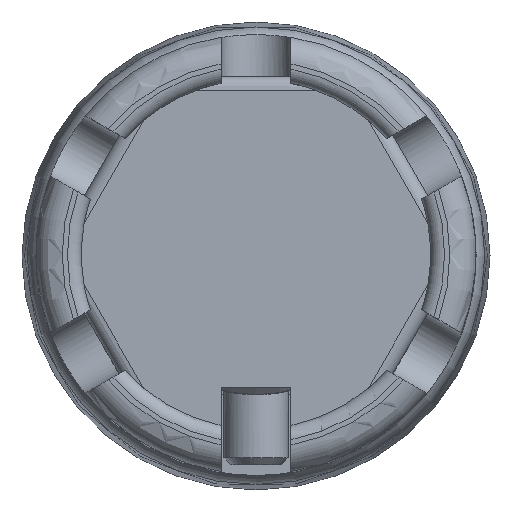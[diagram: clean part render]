
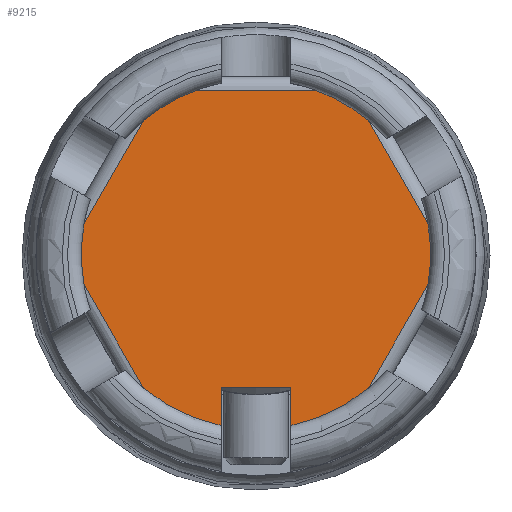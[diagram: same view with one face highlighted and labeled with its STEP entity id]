
A CAD part, top view. The second image highlights one B-rep face of the part: STEP entity #9215.
In plain terms, the highlighted planar face has unit normal (0, 0, 1).
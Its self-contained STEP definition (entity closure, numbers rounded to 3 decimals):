
#758=PLANE('',#9686);
#1254=FACE_OUTER_BOUND('',#1730,.T.);
#1730=EDGE_LOOP('',(#7825,#7826,#7827,#7828,#7829,#7830,#7831,#7832,#7833,
#7834,#7835,#7836,#7837,#7838));
#2545=LINE('',#17971,#3362);
#2575=LINE('',#18265,#3392);
#2576=LINE('',#18267,#3393);
#2577=LINE('',#18268,#3394);
#2578=LINE('',#18269,#3395);
#2579=LINE('',#18270,#3396);
#2580=LINE('',#18272,#3397);
#2581=LINE('',#18273,#3398);
#3362=VECTOR('',#11212,10.);
#3392=VECTOR('',#11334,10.);
#3393=VECTOR('',#11337,10.);
#3394=VECTOR('',#11338,10.);
#3395=VECTOR('',#11339,10.);
#3396=VECTOR('',#11340,10.);
#3397=VECTOR('',#11341,10.);
#3398=VECTOR('',#11342,10.);
#3500=CIRCLE('',#9627,5.);
#3505=CIRCLE('',#9637,5.);
#3510=CIRCLE('',#9645,5.);
#3515=CIRCLE('',#9654,5.);
#3521=CIRCLE('',#9665,5.);
#3527=CIRCLE('',#9676,5.);
#4293=VERTEX_POINT('',#17873);
#4294=VERTEX_POINT('',#17875);
#4306=VERTEX_POINT('',#17936);
#4307=VERTEX_POINT('',#17947);
#4312=VERTEX_POINT('',#17969);
#4314=VERTEX_POINT('',#17977);
#4318=VERTEX_POINT('',#18002);
#4330=VERTEX_POINT('',#18065);
#4331=VERTEX_POINT('',#18067);
#4344=VERTEX_POINT('',#18139);
#4345=VERTEX_POINT('',#18141);
#4358=VERTEX_POINT('',#18213);
#4359=VERTEX_POINT('',#18215);
#4369=VERTEX_POINT('',#18271);
#5509=EDGE_CURVE('',#4293,#4294,#3500,.T.);
#5526=EDGE_CURVE('',#4306,#4307,#3505,.T.);
#5534=EDGE_CURVE('',#4312,#4306,#2545,.T.);
#5541=EDGE_CURVE('',#4318,#4314,#3510,.T.);
#5556=EDGE_CURVE('',#4330,#4331,#3515,.T.);
#5574=EDGE_CURVE('',#4344,#4345,#3521,.T.);
#5592=EDGE_CURVE('',#4358,#4359,#3527,.T.);
#5608=EDGE_CURVE('',#4331,#4318,#2575,.T.);
#5609=EDGE_CURVE('',#4345,#4330,#2576,.T.);
#5610=EDGE_CURVE('',#4359,#4344,#2577,.T.);
#5611=EDGE_CURVE('',#4294,#4358,#2578,.T.);
#5612=EDGE_CURVE('',#4307,#4293,#2579,.T.);
#5613=EDGE_CURVE('',#4369,#4312,#2580,.T.);
#5614=EDGE_CURVE('',#4314,#4369,#2581,.T.);
#7825=ORIENTED_EDGE('',*,*,#5608,.F.);
#7826=ORIENTED_EDGE('',*,*,#5556,.F.);
#7827=ORIENTED_EDGE('',*,*,#5609,.F.);
#7828=ORIENTED_EDGE('',*,*,#5574,.F.);
#7829=ORIENTED_EDGE('',*,*,#5610,.F.);
#7830=ORIENTED_EDGE('',*,*,#5592,.F.);
#7831=ORIENTED_EDGE('',*,*,#5611,.F.);
#7832=ORIENTED_EDGE('',*,*,#5509,.F.);
#7833=ORIENTED_EDGE('',*,*,#5612,.F.);
#7834=ORIENTED_EDGE('',*,*,#5526,.F.);
#7835=ORIENTED_EDGE('',*,*,#5534,.F.);
#7836=ORIENTED_EDGE('',*,*,#5613,.F.);
#7837=ORIENTED_EDGE('',*,*,#5614,.F.);
#7838=ORIENTED_EDGE('',*,*,#5541,.F.);
#9215=ADVANCED_FACE('',(#1254),#758,.T.);
#9627=AXIS2_PLACEMENT_3D('',#17876,#11174,#11175);
#9637=AXIS2_PLACEMENT_3D('',#17948,#11201,#11202);
#9645=AXIS2_PLACEMENT_3D('',#18004,#11224,#11225);
#9654=AXIS2_PLACEMENT_3D('',#18068,#11248,#11249);
#9665=AXIS2_PLACEMENT_3D('',#18142,#11277,#11278);
#9676=AXIS2_PLACEMENT_3D('',#18216,#11306,#11307);
#9686=AXIS2_PLACEMENT_3D('',#18266,#11335,#11336);
#11174=DIRECTION('center_axis',(0.,0.,-1.));
#11175=DIRECTION('ref_axis',(-0.949,0.317,0.));
#11201=DIRECTION('center_axis',(0.,0.,-1.));
#11202=DIRECTION('ref_axis',(-0.749,-0.663,0.));
#11212=DIRECTION('',(0.,-1.,0.));
#11224=DIRECTION('center_axis',(0.,0.,-1.));
#11225=DIRECTION('ref_axis',(-0.749,-0.663,0.));
#11248=DIRECTION('center_axis',(0.,0.,-1.));
#11249=DIRECTION('ref_axis',(0.949,-0.317,0.));
#11277=DIRECTION('center_axis',(0.,0.,-1.));
#11278=DIRECTION('ref_axis',(0.749,0.663,0.));
#11306=DIRECTION('center_axis',(0.,0.,-1.));
#11307=DIRECTION('ref_axis',(-0.2,0.98,0.));
#11334=DIRECTION('',(-0.5,-0.866,0.));
#11335=DIRECTION('center_axis',(0.,0.,1.));
#11336=DIRECTION('ref_axis',(0.,-1.,0.));
#11337=DIRECTION('',(0.5,-0.866,0.));
#11338=DIRECTION('',(1.,0.,0.));
#11339=DIRECTION('',(0.5,0.866,0.));
#11340=DIRECTION('',(-0.5,0.866,0.));
#11341=DIRECTION('',(-1.,0.,0.));
#11342=DIRECTION('',(0.,1.,0.));
#17873=CARTESIAN_POINT('',(-4.923,-0.873,14.6));
#17875=CARTESIAN_POINT('',(-4.923,0.873,14.6));
#17876=CARTESIAN_POINT('Origin',(0.,0.,14.6));
#17936=CARTESIAN_POINT('',(-1.,-4.899,14.6));
#17947=CARTESIAN_POINT('',(-3.217,-3.827,14.6));
#17948=CARTESIAN_POINT('Origin',(0.,0.,14.6));
#17969=CARTESIAN_POINT('',(-1.,-3.8,14.6));
#17971=CARTESIAN_POINT('',(-1.,-3.45,14.6));
#17977=CARTESIAN_POINT('',(1.,-4.899,14.6));
#18002=CARTESIAN_POINT('',(3.217,-3.827,14.6));
#18004=CARTESIAN_POINT('Origin',(0.,0.,14.6));
#18065=CARTESIAN_POINT('',(4.923,0.873,14.6));
#18067=CARTESIAN_POINT('',(4.923,-0.873,14.6));
#18068=CARTESIAN_POINT('Origin',(0.,0.,14.6));
#18139=CARTESIAN_POINT('',(1.706,4.7,14.6));
#18141=CARTESIAN_POINT('',(3.217,3.827,14.6));
#18142=CARTESIAN_POINT('Origin',(0.,0.,14.6));
#18213=CARTESIAN_POINT('',(-3.217,3.827,14.6));
#18215=CARTESIAN_POINT('',(-1.706,4.7,14.6));
#18216=CARTESIAN_POINT('Origin',(0.,0.,14.6));
#18265=CARTESIAN_POINT('',(4.092,-2.312,14.6));
#18266=CARTESIAN_POINT('Origin',(0.,0.101,
14.6));
#18267=CARTESIAN_POINT('',(4.049,2.388,14.6));
#18268=CARTESIAN_POINT('',(0.,4.7,14.6));
#18269=CARTESIAN_POINT('',(-4.049,2.388,14.6));
#18270=CARTESIAN_POINT('',(-4.092,-2.312,14.6));
#18271=CARTESIAN_POINT('',(1.,-3.8,14.6));
#18272=CARTESIAN_POINT('',(0.,-3.8,14.6));
#18273=CARTESIAN_POINT('',(1.,-3.45,14.6));
